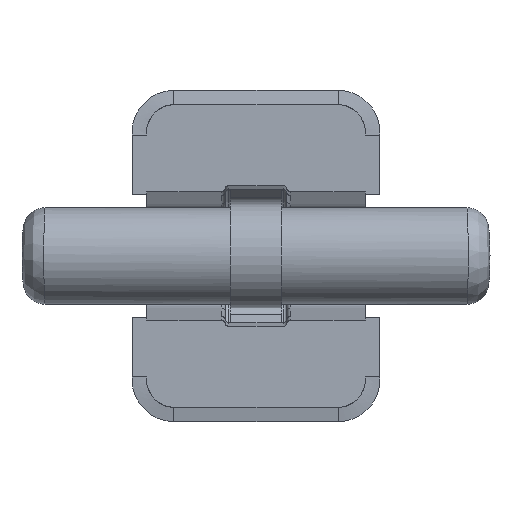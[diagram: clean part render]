
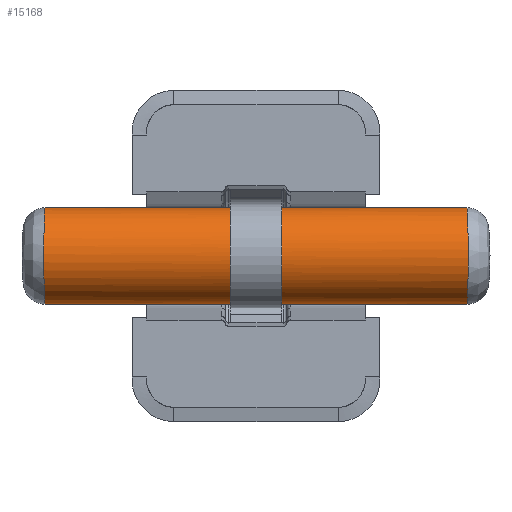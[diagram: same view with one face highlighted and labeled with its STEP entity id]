
A CAD part, front view. The second image highlights one B-rep face of the part: STEP entity #15168.
In plain terms, the highlighted cylindrical face has radius 13.25 mm (diameter 26.5 mm), a partial arc.
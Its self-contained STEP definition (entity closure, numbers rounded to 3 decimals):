
#12725=DIRECTION('',(1.,0.,0.));
#12726=VECTOR('',#12725,88.);
#12727=CARTESIAN_POINT('',(-44.,-13.25,0.));
#12728=LINE('',#12727,#12726);
#12729=DIRECTION('',(-1.,0.,0.));
#12730=VECTOR('',#12729,88.);
#12731=CARTESIAN_POINT('',(44.,13.25,0.));
#12732=LINE('',#12731,#12730);
#12733=CARTESIAN_POINT('',(57.834,-13.25,0.));
#12734=CARTESIAN_POINT('',(57.856,-13.25,
0.817));
#12735=CARTESIAN_POINT('',(57.9,-13.099,
2.45));
#12736=CARTESIAN_POINT('',(57.965,-12.426,
4.814));
#12737=CARTESIAN_POINT('',(58.025,-11.329,
7.016));
#12738=CARTESIAN_POINT('',(58.078,-9.847,
8.978));
#12739=CARTESIAN_POINT('',(58.123,-8.029,
10.635));
#12740=CARTESIAN_POINT('',(58.158,-5.939,
11.929));
#12741=CARTESIAN_POINT('',(58.182,-3.646,
12.817));
#12742=CARTESIAN_POINT('',(58.195,-1.229,
13.269));
#12743=CARTESIAN_POINT('',(58.195,1.229,13.269));
#12744=CARTESIAN_POINT('',(58.182,3.646,12.817));
#12745=CARTESIAN_POINT('',(58.158,5.939,11.929));
#12746=CARTESIAN_POINT('',(58.123,8.029,10.635));
#12747=CARTESIAN_POINT('',(58.078,9.847,8.978));
#12748=CARTESIAN_POINT('',(58.025,11.329,7.016));
#12749=CARTESIAN_POINT('',(57.965,12.426,4.814));
#12750=CARTESIAN_POINT('',(57.9,13.099,2.45));
#12751=CARTESIAN_POINT('',(57.856,13.25,
0.817));
#12752=CARTESIAN_POINT('',(57.834,13.25,0.));
#12808=DIRECTION('',(1.,0.,0.));
#12809=VECTOR('',#12808,13.834);
#12810=CARTESIAN_POINT('',(44.,13.25,0.));
#12811=LINE('',#12810,#12809);
#12812=DIRECTION('',(1.,0.,0.));
#12813=VECTOR('',#12812,13.834);
#12814=CARTESIAN_POINT('',(-57.834,13.25,0.));
#12815=LINE('',#12814,#12813);
#13141=CARTESIAN_POINT('',(44.,13.25,0.));
#13573=CARTESIAN_POINT('',(44.,-13.25,0.));
#13583=DIRECTION('',(1.,0.,0.));
#13584=VECTOR('',#13583,13.834);
#13585=CARTESIAN_POINT('',(-57.834,-13.25,0.));
#13586=LINE('',#13585,#13584);
#13587=DIRECTION('',(1.,0.,0.));
#13588=VECTOR('',#13587,13.834);
#13589=CARTESIAN_POINT('',(44.,-13.25,0.));
#13590=LINE('',#13589,#13588);
#13640=CARTESIAN_POINT('',(-57.834,13.25,0.));
#13641=CARTESIAN_POINT('',(-57.856,13.25,
0.817));
#13642=CARTESIAN_POINT('',(-57.9,13.099,
2.45));
#13643=CARTESIAN_POINT('',(-57.965,12.426,
4.814));
#13644=CARTESIAN_POINT('',(-58.025,11.329,
7.016));
#13645=CARTESIAN_POINT('',(-58.078,9.847,
8.978));
#13646=CARTESIAN_POINT('',(-58.123,8.029,
10.635));
#13647=CARTESIAN_POINT('',(-58.158,5.939,
11.929));
#13648=CARTESIAN_POINT('',(-58.182,3.646,
12.817));
#13649=CARTESIAN_POINT('',(-58.195,1.229,
13.269));
#13650=CARTESIAN_POINT('',(-58.195,-1.229,
13.269));
#13651=CARTESIAN_POINT('',(-58.182,-3.646,
12.817));
#13652=CARTESIAN_POINT('',(-58.158,-5.939,
11.929));
#13653=CARTESIAN_POINT('',(-58.123,-8.029,
10.635));
#13654=CARTESIAN_POINT('',(-58.078,-9.847,
8.978));
#13655=CARTESIAN_POINT('',(-58.025,-11.329,
7.016));
#13656=CARTESIAN_POINT('',(-57.965,-12.426,
4.814));
#13657=CARTESIAN_POINT('',(-57.9,-13.099,
2.45));
#13658=CARTESIAN_POINT('',(-57.856,-13.25,
0.817));
#13659=CARTESIAN_POINT('',(-57.834,-13.25,0.));
#13717=CARTESIAN_POINT('',(-44.,-13.25,0.));
#13866=CARTESIAN_POINT('',(-44.,13.25,0.));
#14692=VERTEX_POINT('',#13866);
#14693=VERTEX_POINT('',#13141);
#14707=VERTEX_POINT('',#13573);
#14708=VERTEX_POINT('',#13717);
#14799=CARTESIAN_POINT('',(57.834,-13.25,0.));
#14800=VERTEX_POINT('',#14799);
#14803=VERTEX_POINT('',#12752);
#14805=CARTESIAN_POINT('',(-57.834,13.25,0.));
#14806=VERTEX_POINT('',#14805);
#14809=VERTEX_POINT('',#13659);
#15147=CARTESIAN_POINT('',(-60.,0.,0.));
#15148=DIRECTION('',(1.,0.,0.));
#15149=DIRECTION('',(0.,-1.,0.));
#15150=AXIS2_PLACEMENT_3D('',#15147,#15148,#15149);
#15151=CYLINDRICAL_SURFACE('',#15150,13.25);
#15153=ORIENTED_EDGE('',*,*,#15152,.F.);
#15155=ORIENTED_EDGE('',*,*,#15154,.F.);
#15156=ORIENTED_EDGE('',*,*,#15128,.F.);
#15158=ORIENTED_EDGE('',*,*,#15157,.F.);
#15160=ORIENTED_EDGE('',*,*,#15159,.F.);
#15162=ORIENTED_EDGE('',*,*,#15161,.T.);
#15163=ORIENTED_EDGE('',*,*,#15136,.F.);
#15165=ORIENTED_EDGE('',*,*,#15164,.T.);
#15166=EDGE_LOOP('',(#15153,#15155,#15156,#15158,#15160,#15162,#15163,#15165));
#15167=FACE_OUTER_BOUND('',#15166,.F.);
#15168=ADVANCED_FACE('',(#15167),#15151,.T.);
#12753=B_SPLINE_CURVE_WITH_KNOTS('',3,(#12733,#12734,#12735,#12736,#12737,
#12738,#12739,#12740,#12741,#12742,#12743,#12744,#12745,#12746,#12747,#12748,
#12749,#12750,#12751,#12752),.UNSPECIFIED.,.F.,.F.,(4,1,1,1,1,1,1,1,1,1,1,1,1,1,
1,1,1,4),(0.,0.059,0.118,0.176,
0.235,0.294,0.353,0.412,
0.471,0.529,0.588,0.647,
0.706,0.765,0.824,0.882,
0.941,1.),.UNSPECIFIED.);
#13660=B_SPLINE_CURVE_WITH_KNOTS('',3,(#13640,#13641,#13642,#13643,#13644,
#13645,#13646,#13647,#13648,#13649,#13650,#13651,#13652,#13653,#13654,#13655,
#13656,#13657,#13658,#13659),.UNSPECIFIED.,.F.,.F.,(4,1,1,1,1,1,1,1,1,1,1,1,1,1,
1,1,1,4),(0.,0.059,0.118,0.176,
0.235,0.294,0.353,0.412,
0.471,0.529,0.588,0.647,
0.706,0.765,0.824,0.882,
0.941,1.),.UNSPECIFIED.);
#15128=EDGE_CURVE('',#14708,#14707,#12728,.T.);
#15136=EDGE_CURVE('',#14693,#14692,#12732,.T.);
#15152=EDGE_CURVE('',#14800,#14803,#12753,.T.);
#15154=EDGE_CURVE('',#14707,#14800,#13590,.T.);
#15157=EDGE_CURVE('',#14809,#14708,#13586,.T.);
#15159=EDGE_CURVE('',#14806,#14809,#13660,.T.);
#15161=EDGE_CURVE('',#14806,#14692,#12815,.T.);
#15164=EDGE_CURVE('',#14693,#14803,#12811,.T.);
